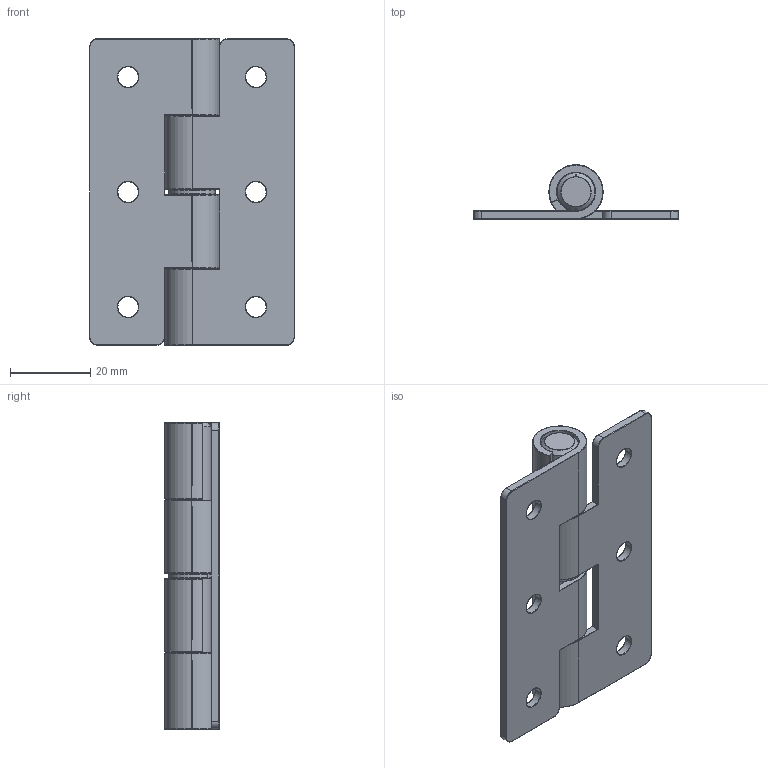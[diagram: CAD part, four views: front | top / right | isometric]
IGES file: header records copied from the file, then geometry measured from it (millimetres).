
Start section: SolidWorks IGES file using analytic representation for surfaces
Global section: file name: HGT-PTC-XXX.IGS; native system: SolidWorks 2016; preprocessor: SolidWorks 2016; author: death; date: 220804.104725; units: millimetre
Bounding box: 51 x 13.5 x 76.3 mm (x, y, z)
Surface area: 14836.3 mm2 (no closed solid volume)
Topology: 0 solids, 0 shells, 270 faces, 2232 edges, 2208 vertices
Faces by surface type: bspline 140, revolution 130
